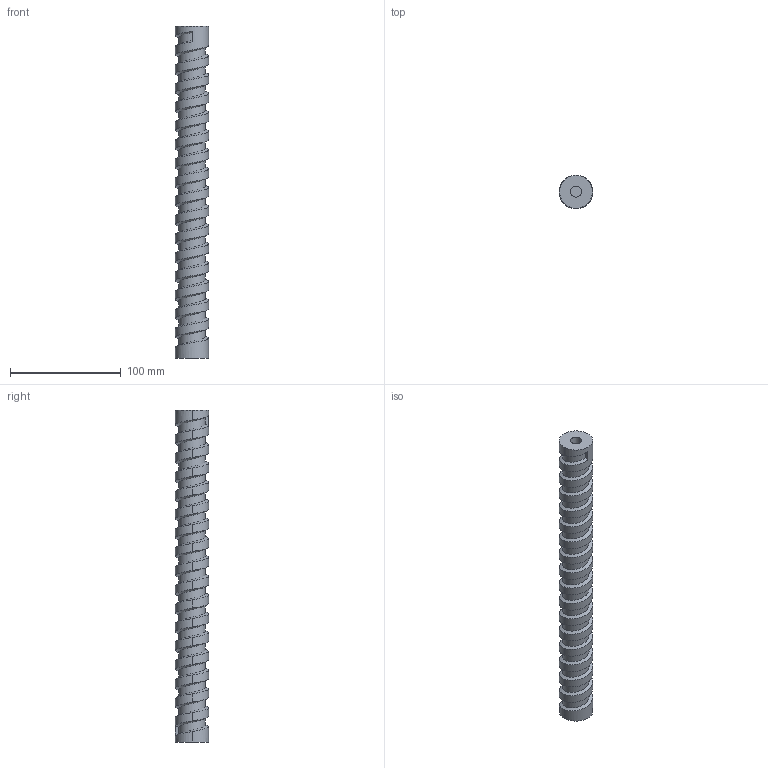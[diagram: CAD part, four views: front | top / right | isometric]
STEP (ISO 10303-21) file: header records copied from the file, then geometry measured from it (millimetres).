
FILE_DESCRIPTION (( 'STEP AP203' ), '1' );
FILE_NAME ('screw 3_M.STEP', '2020-02-21T14:49:28', ( '' ), ( '' ), 'SwSTEP 2.0', 'SolidWorks 2017', '' );
FILE_SCHEMA (( 'CONFIG_CONTROL_DESIGN' ));
Length unit declared in the file: millimetre
Products named in the file (1): screw 3_M
Bounding box: 30 x 30 x 300 mm (x, y, z)
Volume: 173671 mm3; surface area: 33795.2 mm2
Topology: 1 solids, 1 shells, 47 faces, 129 edges, 86 vertices
Faces by surface type: cylinder 38, plane 6, bspline 3
Entity records: 7402 total; most frequent: CARTESIAN_POINT 6341, ORIENTED_EDGE 258, DIRECTION 158, EDGE_CURVE 129, VERTEX_POINT 86, AXIS2_PLACEMENT_3D 57, EDGE_LOOP 49, FACE_OUTER_BOUND 47
